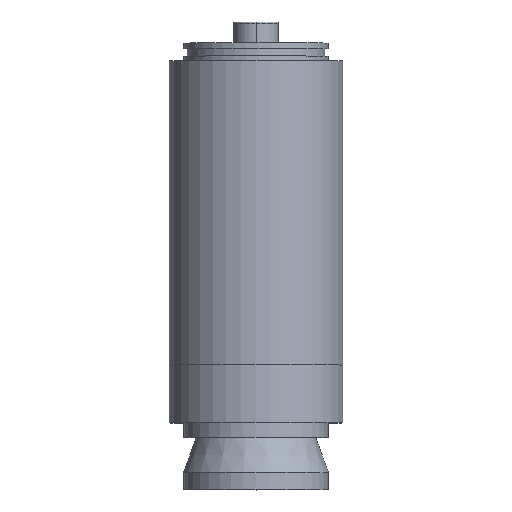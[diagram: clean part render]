
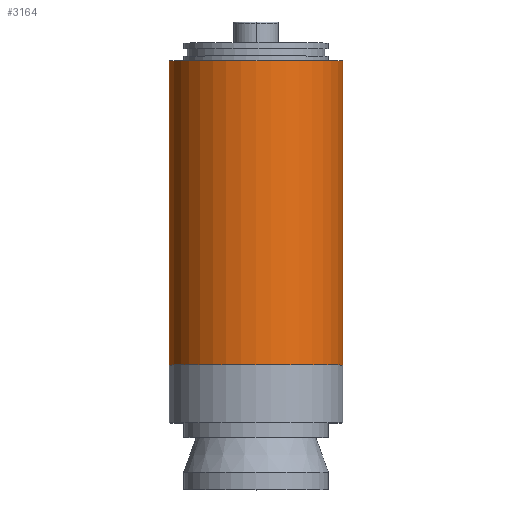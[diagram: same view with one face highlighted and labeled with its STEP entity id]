
A CAD part, top view. The second image highlights one B-rep face of the part: STEP entity #3164.
In plain terms, the highlighted cylindrical face has radius 38.1 mm (diameter 76.2 mm), a partial arc.
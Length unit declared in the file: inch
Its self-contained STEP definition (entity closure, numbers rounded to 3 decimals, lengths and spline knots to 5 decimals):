
#558 = CIRCLE ( 'NONE', #10069, 1.5 ) ;
#891 = DIRECTION ( 'NONE',  ( -1., 0., 0. ) ) ;
#1009 = EDGE_LOOP ( 'NONE', ( #14295, #14968, #4000, #4224 ) ) ;
#1061 = CARTESIAN_POINT ( 'NONE',  ( -1.5, 0., 0. ) ) ;
#3164 = ADVANCED_FACE ( 'NONE', ( #5051 ), #4974, .T. ) ;
#3673 = DIRECTION ( 'NONE',  ( 0., 1., 0. ) ) ;
#4000 = ORIENTED_EDGE ( 'NONE', *, *, #5774, .F. ) ;
#4224 = ORIENTED_EDGE ( 'NONE', *, *, #9999, .F. ) ;
#4276 = LINE ( 'NONE', #6930, #12282 ) ;
#4878 = DIRECTION ( 'NONE',  ( 0., 1., 0. ) ) ;
#4974 = CYLINDRICAL_SURFACE ( 'NONE', #11484, 1.5 ) ;
#5051 = FACE_OUTER_BOUND ( 'NONE', #1009, .T. ) ;
#5774 = EDGE_CURVE ( 'NONE', #8901, #9536, #558, .T. ) ;
#6469 = CARTESIAN_POINT ( 'NONE',  ( 1.5, 0., 0. ) ) ;
#6692 = DIRECTION ( 'NONE',  ( 0., 1., 0. ) ) ;
#6751 = DIRECTION ( 'NONE',  ( 0., 1., 0. ) ) ;
#6930 = CARTESIAN_POINT ( 'NONE',  ( -1.5, 2.19475, 0. ) ) ;
#7103 = VERTEX_POINT ( 'NONE', #6469 ) ;
#7841 = EDGE_CURVE ( 'NONE', #7103, #9536, #13452, .T. ) ;
#8041 = EDGE_CURVE ( 'NONE', #12796, #7103, #15527, .T. ) ;
#8207 = AXIS2_PLACEMENT_3D ( 'NONE', #16589, #3673, #11141 ) ;
#8901 = VERTEX_POINT ( 'NONE', #15183 ) ;
#9536 = VERTEX_POINT ( 'NONE', #13147 ) ;
#9635 = CARTESIAN_POINT ( 'NONE',  ( 1.5, 2.19475, 0. ) ) ;
#9999 = EDGE_CURVE ( 'NONE', #12796, #8901, #4276, .T. ) ;
#10069 = AXIS2_PLACEMENT_3D ( 'NONE', #13150, #6692, #10586 ) ;
#10586 = DIRECTION ( 'NONE',  ( -1., 0., 0. ) ) ;
#11141 = DIRECTION ( 'NONE',  ( -1., 0., 0. ) ) ;
#11326 = CARTESIAN_POINT ( 'NONE',  ( 0., 2.19475, 0. ) ) ;
#11484 = AXIS2_PLACEMENT_3D ( 'NONE', #11326, #4878, #891 ) ;
#12282 = VECTOR ( 'NONE', #6751, 39.37008 ) ;
#12796 = VERTEX_POINT ( 'NONE', #1061 ) ;
#13147 = CARTESIAN_POINT ( 'NONE',  ( 1.5, 5.25, 0. ) ) ;
#13150 = CARTESIAN_POINT ( 'NONE',  ( 0., 5.25, 0. ) ) ;
#13452 = LINE ( 'NONE', #9635, #13624 ) ;
#13624 = VECTOR ( 'NONE', #15913, 39.37008 ) ;
#14295 = ORIENTED_EDGE ( 'NONE', *, *, #8041, .T. ) ;
#14968 = ORIENTED_EDGE ( 'NONE', *, *, #7841, .T. ) ;
#15183 = CARTESIAN_POINT ( 'NONE',  ( -1.5, 5.25, 0. ) ) ;
#15527 = CIRCLE ( 'NONE', #8207, 1.5 ) ;
#15913 = DIRECTION ( 'NONE',  ( 0., 1., 0. ) ) ;
#16589 = CARTESIAN_POINT ( 'NONE',  ( 0., 0., 0. ) ) ;
